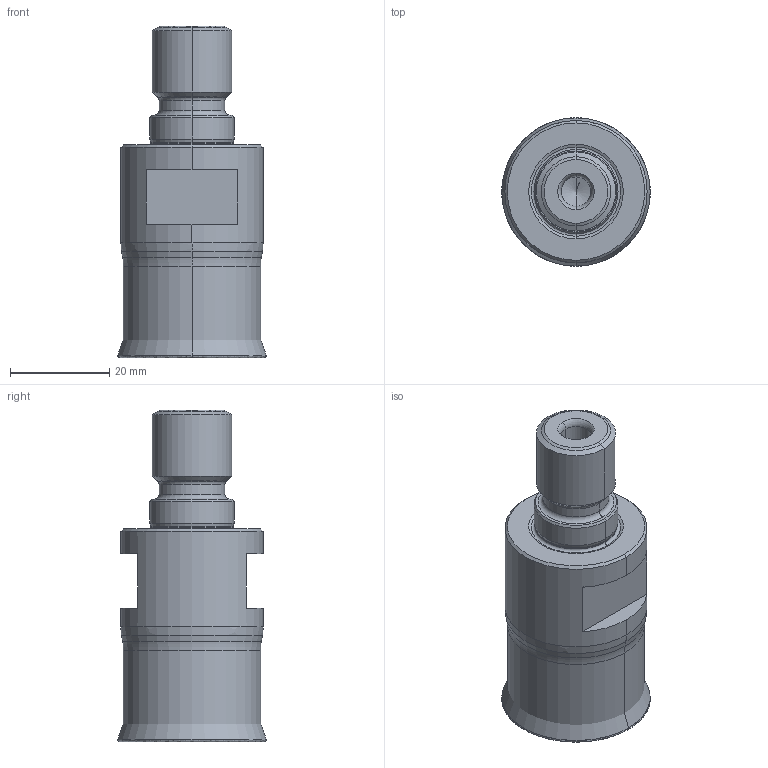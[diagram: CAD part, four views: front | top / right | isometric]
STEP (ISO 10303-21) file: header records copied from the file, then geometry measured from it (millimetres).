
FILE_DESCRIPTION((''),'2;1');
FILE_NAME('12F1D030043X8R00','2018-10-16T',('thielmann'),(''),'CREO PARAMETRIC BY PTC INC, 2017020','CREO PARAMETRIC BY PTC INC, 2017020','');
FILE_SCHEMA(('AUTOMOTIVE_DESIGN { 1 0 10303 214 1 1 1 1 }'));
Length unit declared in the file: millimetre
Products named in the file (3): NOCUT; CUT; 12F1D030043X8R00
Assembly tree (2 placements, depth 2):
  12F1D030043X8R00
    NOCUT
    CUT
Bounding box: 29.99 x 30 x 67 mm (x, y, z)
Volume: 32062.9 mm3; surface area: 9861.5 mm2
Topology: 2 solids, 3 shells, 97 faces, 208 edges, 114 vertices
Faces by surface type: cone 24, revolution 24, cylinder 18, torus 16, plane 11, bspline 4
Entity records: 5407 total; most frequent: CARTESIAN_POINT 2016, DIRECTION 512, ORIENTED_EDGE 400, PRESENTATION_STYLE_ASSIGNMENT 221, STYLED_ITEM 221, CURVE_STYLE 218, AXIS2_PLACEMENT_3D 217, EDGE_CURVE 204
